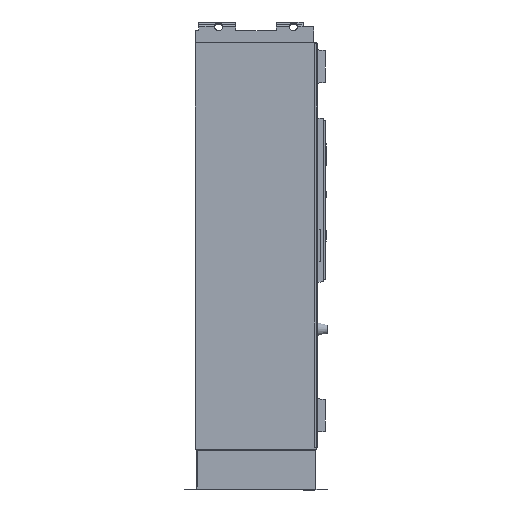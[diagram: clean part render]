
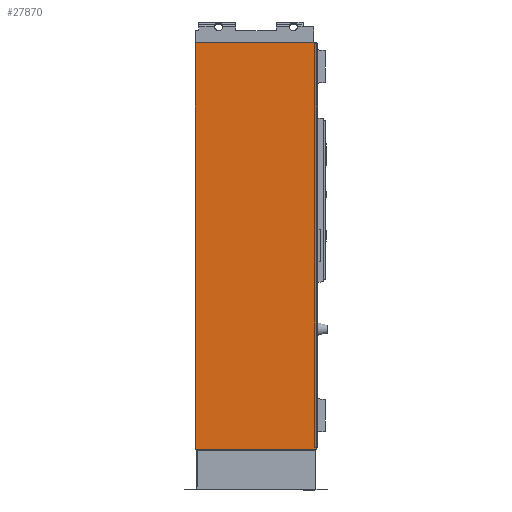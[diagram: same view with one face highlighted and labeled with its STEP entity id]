
A CAD part, left-side view. The second image highlights one B-rep face of the part: STEP entity #27870.
In plain terms, the highlighted planar face has unit normal (-1, 0, 0).
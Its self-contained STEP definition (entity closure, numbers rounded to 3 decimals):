
#27870=ADVANCED_FACE('',(#35007),#31821,.T.);
#31821=PLANE('',#101474);
#35007=FACE_OUTER_BOUND('',#38905,.T.);
#38905=EDGE_LOOP('',(#47257,#47258,#47259,#47260));
#47257=ORIENTED_EDGE('',*,*,#74599,.F.);
#47258=ORIENTED_EDGE('',*,*,#74597,.T.);
#47259=ORIENTED_EDGE('',*,*,#74600,.F.);
#47260=ORIENTED_EDGE('',*,*,#74601,.F.);
#66665=VERTEX_POINT('',#132238);
#66666=VERTEX_POINT('',#132240);
#66667=VERTEX_POINT('',#132244);
#66668=VERTEX_POINT('',#132246);
#74597=EDGE_CURVE('',#66666,#66665,#84978,.T.);
#74599=EDGE_CURVE('',#66666,#66667,#84980,.T.);
#74600=EDGE_CURVE('',#66668,#66665,#84981,.T.);
#74601=EDGE_CURVE('',#66667,#66668,#84982,.T.);
#84978=LINE('',#132239,#93504);
#84980=LINE('',#132243,#93506);
#84981=LINE('',#132245,#93507);
#84982=LINE('',#132247,#93508);
#93504=VECTOR('',#108913,1.);
#93506=VECTOR('',#108917,1.);
#93507=VECTOR('',#108918,1.);
#93508=VECTOR('',#108919,1.);
#101474=AXIS2_PLACEMENT_3D('',#132248,#108920,#108921);
#108913=DIRECTION('',(0.,0.,-1.));
#108917=DIRECTION('',(0.,-1.,0.));
#108918=DIRECTION('',(0.,1.,0.));
#108919=DIRECTION('',(0.,0.,-1.));
#108920=DIRECTION('',(-1.,0.,0.));
#108921=DIRECTION('',(0.,0.,1.));
#132238=CARTESIAN_POINT('',(-2150.,600.,-100.));
#132239=CARTESIAN_POINT('',(-2150.,600.,1932.5));
#132240=CARTESIAN_POINT('',(-2150.,600.,1899.5));
#132243=CARTESIAN_POINT('',(-2150.,600.,1899.5));
#132244=CARTESIAN_POINT('',(-2150.,0.,1899.5));
#132245=CARTESIAN_POINT('',(-2150.,600.,-100.));
#132246=CARTESIAN_POINT('',(-2150.,0.,-100.));
#132247=CARTESIAN_POINT('',(-2150.,0.,0.));
#132248=CARTESIAN_POINT('',(-2150.,300.,1932.5));
